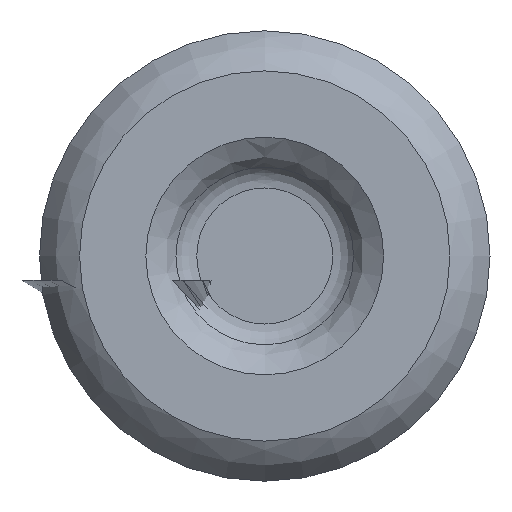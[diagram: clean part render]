
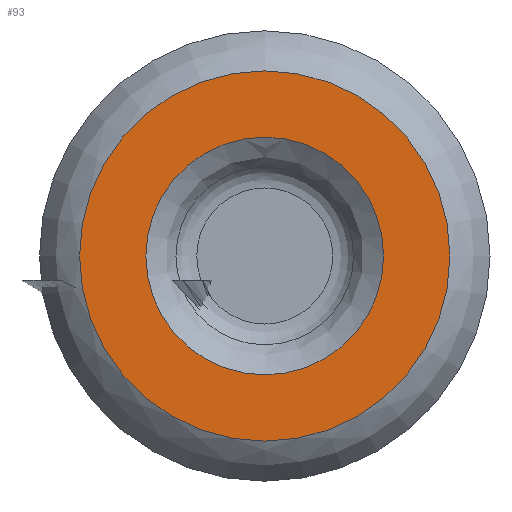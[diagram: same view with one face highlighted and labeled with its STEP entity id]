
A CAD part, left-side view. The second image highlights one B-rep face of the part: STEP entity #93.
In plain terms, the highlighted planar face has unit normal (-1, 0, 0).
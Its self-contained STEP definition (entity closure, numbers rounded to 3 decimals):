
#58=PLANE('',#340);
#93=ADVANCED_FACE('',(#140,#141),#58,.F.);
#140=FACE_BOUND('',#184,.T.);
#141=FACE_BOUND('',#185,.T.);
#184=EDGE_LOOP('',(#228));
#185=EDGE_LOOP('',(#229));
#228=ORIENTED_EDGE('',*,*,#276,.F.);
#229=ORIENTED_EDGE('',*,*,#277,.T.);
#254=VERTEX_POINT('',#495);
#255=VERTEX_POINT('',#508);
#276=EDGE_CURVE('',#254,#254,#298,.T.);
#277=EDGE_CURVE('',#255,#255,#299,.T.);
#298=CIRCLE('',#338,4.867);
#299=CIRCLE('',#339,7.581);
#338=AXIS2_PLACEMENT_3D('',#494,#417,#418);
#339=AXIS2_PLACEMENT_3D('',#507,#420,#421);
#340=AXIS2_PLACEMENT_3D('',#509,#422,#423);
#417=DIRECTION('',(-1.,0.,0.));
#418=DIRECTION('',(0.,0.,1.));
#420=DIRECTION('',(-1.,0.,0.));
#421=DIRECTION('',(0.,0.,1.));
#422=DIRECTION('',(1.,0.,0.));
#423=DIRECTION('',(0.,0.,-1.));
#494=CARTESIAN_POINT('',(0.9,0.,0.));
#495=CARTESIAN_POINT('',(0.9,0.,4.867));
#507=CARTESIAN_POINT('',(0.9,0.,0.));
#508=CARTESIAN_POINT('',(0.9,0.,7.581));
#509=CARTESIAN_POINT('',(0.9,7.581,0.));
